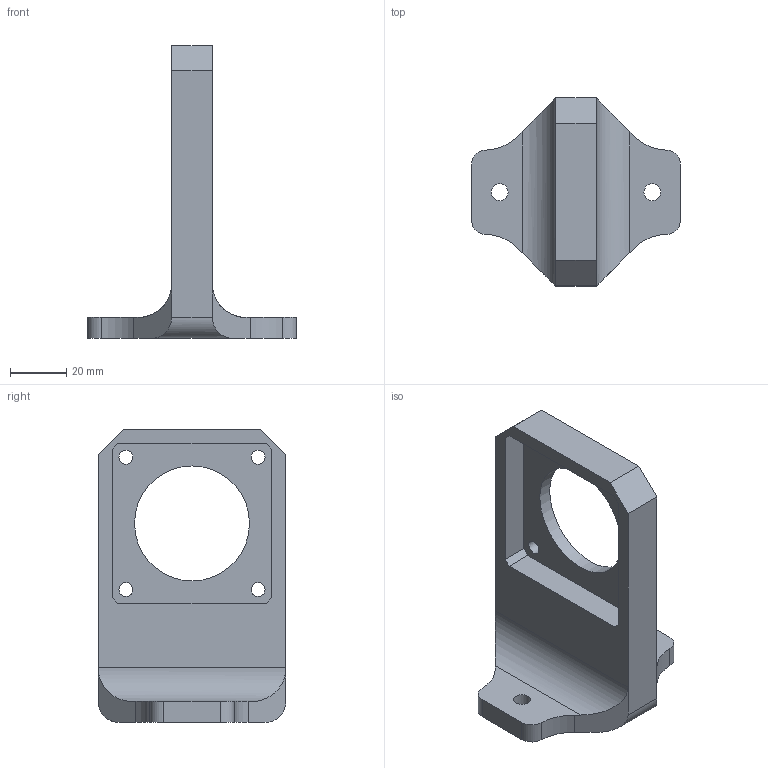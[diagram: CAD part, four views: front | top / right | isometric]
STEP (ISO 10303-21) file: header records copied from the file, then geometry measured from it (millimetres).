
FILE_DESCRIPTION(/* description */ (''),/* implementation_level */ '2;1');
FILE_NAME(/* name */ 'motor_bracket_front.step',/* time_stamp */ '2024-05-15T00:25:54+03:00',/* author */ (''),/* organization */ (''),/* preprocessor_version */ 'ST-DEVELOPER v20',/* originating_system */ 'Autodesk Translation Framework v12.20.1.177',/* authorisation */ '');
FILE_SCHEMA (('AUTOMOTIVE_DESIGN { 1 0 10303 214 3 1 1 }'));
Length unit declared in the file: millimetre
Products named in the file (1): motor_bracket_front
Bounding box: 74.5 x 67 x 104.5 mm (x, y, z)
Volume: 84178.6 mm3; surface area: 23876.3 mm2
Topology: 1 solids, 1 shells, 44 faces, 119 edges, 78 vertices
Faces by surface type: plane 25, cylinder 19
Full cylindrical faces by diameter (mm): 5 x4, 6 x2, 41 x1
Entity records: 1450 total; most frequent: DIRECTION 247, CARTESIAN_POINT 242, ORIENTED_EDGE 238, EDGE_CURVE 119, AXIS2_PLACEMENT_3D 83, LINE 81, VECTOR 81, VERTEX_POINT 78
